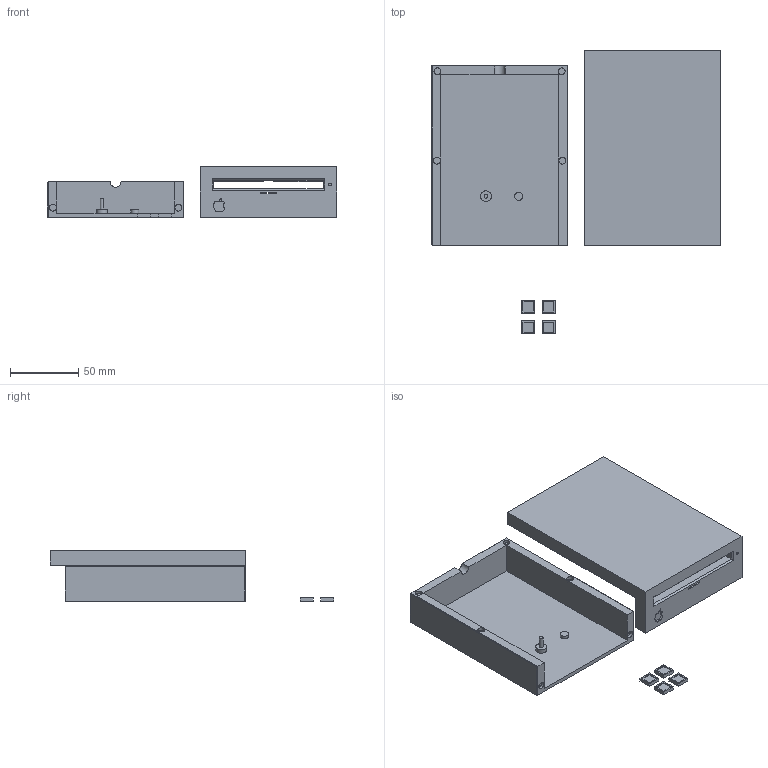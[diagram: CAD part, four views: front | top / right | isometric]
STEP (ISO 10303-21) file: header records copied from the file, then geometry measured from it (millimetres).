
FILE_DESCRIPTION(('HOOPS Exchange Step'),'2;1');
FILE_NAME('temp_export','2025-06-06T01:31:27-04:00',('mcbeav'),('Shapr3D Limited'),'HOOPS Exchange 2024.8','Shapr3D','Authorized');
FILE_SCHEMA( ('AP242_MANAGED_MODEL_BASED_3D_ENGINEERING_MIM_LF {1 0 10303 442 1 1 4}') );
Length unit declared in the file: millimetre
Products named in the file (4): Feet; BlueSCSI; Prototyping; root
Assembly tree (3 placements, depth 2):
  root
    Feet
    BlueSCSI
    Prototyping
Bounding box: 212 x 207.85 x 37 mm (x, y, z)
Volume: 179159.5 mm3; surface area: 91515.5 mm2
Topology: 6 solids, 6 shells, 259 faces, 703 edges, 472 vertices
Faces by surface type: plane 175, cylinder 58, bspline 26
Full cylindrical faces by diameter (mm): 2 x1, 2.8 x1, 5.1 x12, 6 x1, 8 x1
Entity records: 8691 total; most frequent: CARTESIAN_POINT 2028, ORIENTED_EDGE 1406, DIRECTION 1267, EDGE_CURVE 703, VECTOR 517, LINE 517, VERTEX_POINT 472, AXIS2_PLACEMENT_3D 375
